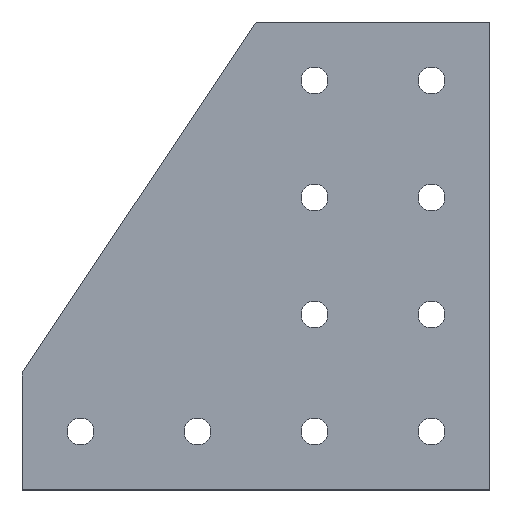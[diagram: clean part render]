
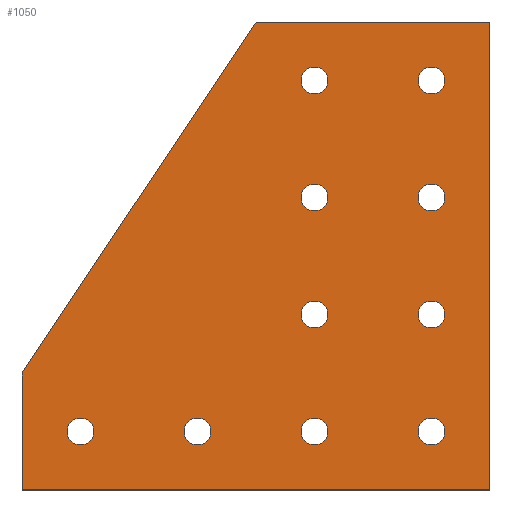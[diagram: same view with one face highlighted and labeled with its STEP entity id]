
A CAD part, top view. The second image highlights one B-rep face of the part: STEP entity #1050.
In plain terms, the highlighted planar face has unit normal (0, 0, 1).
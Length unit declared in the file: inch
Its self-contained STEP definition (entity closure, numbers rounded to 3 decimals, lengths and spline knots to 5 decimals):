
#135=CARTESIAN_POINT('',(3.171,4.5,0.25));
#136=VERTEX_POINT('',#135);
#145=CARTESIAN_POINT('',(2.829,4.5,0.25));
#146=VERTEX_POINT('',#145);
#147=CARTESIAN_POINT('',(3.0,4.5,0.25));
#148=DIRECTION('',(0.0,0.0,-1.0));
#149=DIRECTION('',(1.0,0.0,0.0));
#150=AXIS2_PLACEMENT_3D('',#147,#148,#149);
#151=CIRCLE('',#150,0.171);
#152=EDGE_CURVE('',#146,#136,#151,.T.);
#177=CARTESIAN_POINT('',(4.671,4.5,0.25));
#178=VERTEX_POINT('',#177);
#187=CARTESIAN_POINT('',(4.329,4.5,0.25));
#188=VERTEX_POINT('',#187);
#189=CARTESIAN_POINT('',(4.5,4.5,0.25));
#190=DIRECTION('',(0.0,0.0,-1.0));
#191=DIRECTION('',(1.0,0.0,0.0));
#192=AXIS2_PLACEMENT_3D('',#189,#190,#191);
#193=CIRCLE('',#192,0.171);
#194=EDGE_CURVE('',#188,#178,#193,.T.);
#219=CARTESIAN_POINT('',(1.671,0.0,0.25));
#220=VERTEX_POINT('',#219);
#229=CARTESIAN_POINT('',(1.329,0.,0.25));
#230=VERTEX_POINT('',#229);
#231=CARTESIAN_POINT('',(1.5,0.0,0.25));
#232=DIRECTION('',(0.0,0.0,-1.0));
#233=DIRECTION('',(1.0,0.0,0.0));
#234=AXIS2_PLACEMENT_3D('',#231,#232,#233);
#235=CIRCLE('',#234,0.171);
#236=EDGE_CURVE('',#230,#220,#235,.T.);
#261=CARTESIAN_POINT('',(0.171,0.0,0.25));
#262=VERTEX_POINT('',#261);
#271=CARTESIAN_POINT('',(-0.171,0.,0.25));
#272=VERTEX_POINT('',#271);
#273=CARTESIAN_POINT('',(0.0,0.0,0.25));
#274=DIRECTION('',(0.0,0.0,-1.0));
#275=DIRECTION('',(1.0,0.0,0.0));
#276=AXIS2_PLACEMENT_3D('',#273,#274,#275);
#277=CIRCLE('',#276,0.171);
#278=EDGE_CURVE('',#272,#262,#277,.T.);
#303=CARTESIAN_POINT('',(3.171,0.0,0.25));
#304=VERTEX_POINT('',#303);
#313=CARTESIAN_POINT('',(2.829,0.,0.25));
#314=VERTEX_POINT('',#313);
#315=CARTESIAN_POINT('',(3.0,0.0,0.25));
#316=DIRECTION('',(0.0,0.0,-1.0));
#317=DIRECTION('',(1.0,0.0,0.0));
#318=AXIS2_PLACEMENT_3D('',#315,#316,#317);
#319=CIRCLE('',#318,0.171);
#320=EDGE_CURVE('',#314,#304,#319,.T.);
#345=CARTESIAN_POINT('',(4.671,0.0,0.25));
#346=VERTEX_POINT('',#345);
#355=CARTESIAN_POINT('',(4.329,0.,0.25));
#356=VERTEX_POINT('',#355);
#357=CARTESIAN_POINT('',(4.5,0.0,0.25));
#358=DIRECTION('',(0.0,0.0,-1.0));
#359=DIRECTION('',(1.0,0.0,0.0));
#360=AXIS2_PLACEMENT_3D('',#357,#358,#359);
#361=CIRCLE('',#360,0.171);
#362=EDGE_CURVE('',#356,#346,#361,.T.);
#387=CARTESIAN_POINT('',(3.171,1.5,0.25));
#388=VERTEX_POINT('',#387);
#397=CARTESIAN_POINT('',(2.829,1.5,0.25));
#398=VERTEX_POINT('',#397);
#399=CARTESIAN_POINT('',(3.0,1.5,0.25));
#400=DIRECTION('',(0.0,0.0,-1.0));
#401=DIRECTION('',(1.0,0.0,0.0));
#402=AXIS2_PLACEMENT_3D('',#399,#400,#401);
#403=CIRCLE('',#402,0.171);
#404=EDGE_CURVE('',#398,#388,#403,.T.);
#429=CARTESIAN_POINT('',(3.171,3.0,0.25));
#430=VERTEX_POINT('',#429);
#439=CARTESIAN_POINT('',(2.829,3.0,0.25));
#440=VERTEX_POINT('',#439);
#441=CARTESIAN_POINT('',(3.0,3.0,0.25));
#442=DIRECTION('',(0.0,0.0,-1.0));
#443=DIRECTION('',(1.0,0.0,0.0));
#444=AXIS2_PLACEMENT_3D('',#441,#442,#443);
#445=CIRCLE('',#444,0.171);
#446=EDGE_CURVE('',#440,#430,#445,.T.);
#471=CARTESIAN_POINT('',(4.671,1.5,0.25));
#472=VERTEX_POINT('',#471);
#481=CARTESIAN_POINT('',(4.329,1.5,0.25));
#482=VERTEX_POINT('',#481);
#483=CARTESIAN_POINT('',(4.5,1.5,0.25));
#484=DIRECTION('',(0.0,0.0,-1.0));
#485=DIRECTION('',(1.0,0.0,0.0));
#486=AXIS2_PLACEMENT_3D('',#483,#484,#485);
#487=CIRCLE('',#486,0.171);
#488=EDGE_CURVE('',#482,#472,#487,.T.);
#513=CARTESIAN_POINT('',(4.671,3.0,0.25));
#514=VERTEX_POINT('',#513);
#523=CARTESIAN_POINT('',(4.329,3.0,0.25));
#524=VERTEX_POINT('',#523);
#525=CARTESIAN_POINT('',(4.5,3.0,0.25));
#526=DIRECTION('',(0.0,0.0,-1.0));
#527=DIRECTION('',(1.0,0.0,0.0));
#528=AXIS2_PLACEMENT_3D('',#525,#526,#527);
#529=CIRCLE('',#528,0.171);
#530=EDGE_CURVE('',#524,#514,#529,.T.);
#564=CARTESIAN_POINT('',(4.5,3.0,0.25));
#565=DIRECTION('',(0.0,0.0,-1.0));
#566=DIRECTION('',(1.0,0.0,0.0));
#567=AXIS2_PLACEMENT_3D('',#564,#565,#566);
#568=CIRCLE('',#567,0.171);
#569=EDGE_CURVE('',#514,#524,#568,.T.);
#588=CARTESIAN_POINT('',(4.5,1.5,0.25));
#589=DIRECTION('',(0.0,0.0,-1.0));
#590=DIRECTION('',(1.0,0.0,0.0));
#591=AXIS2_PLACEMENT_3D('',#588,#589,#590);
#592=CIRCLE('',#591,0.171);
#593=EDGE_CURVE('',#472,#482,#592,.T.);
#612=CARTESIAN_POINT('',(3.0,3.0,0.25));
#613=DIRECTION('',(0.0,0.0,-1.0));
#614=DIRECTION('',(1.0,0.0,0.0));
#615=AXIS2_PLACEMENT_3D('',#612,#613,#614);
#616=CIRCLE('',#615,0.171);
#617=EDGE_CURVE('',#430,#440,#616,.T.);
#636=CARTESIAN_POINT('',(3.0,1.5,0.25));
#637=DIRECTION('',(0.0,0.0,-1.0));
#638=DIRECTION('',(1.0,0.0,0.0));
#639=AXIS2_PLACEMENT_3D('',#636,#637,#638);
#640=CIRCLE('',#639,0.171);
#641=EDGE_CURVE('',#388,#398,#640,.T.);
#660=CARTESIAN_POINT('',(4.5,0.0,0.25));
#661=DIRECTION('',(0.0,0.0,-1.0));
#662=DIRECTION('',(1.0,0.0,0.0));
#663=AXIS2_PLACEMENT_3D('',#660,#661,#662);
#664=CIRCLE('',#663,0.171);
#665=EDGE_CURVE('',#346,#356,#664,.T.);
#684=CARTESIAN_POINT('',(3.0,0.0,0.25));
#685=DIRECTION('',(0.0,0.0,-1.0));
#686=DIRECTION('',(1.0,0.0,0.0));
#687=AXIS2_PLACEMENT_3D('',#684,#685,#686);
#688=CIRCLE('',#687,0.171);
#689=EDGE_CURVE('',#304,#314,#688,.T.);
#708=CARTESIAN_POINT('',(0.0,0.0,0.25));
#709=DIRECTION('',(0.0,0.0,-1.0));
#710=DIRECTION('',(1.0,0.0,0.0));
#711=AXIS2_PLACEMENT_3D('',#708,#709,#710);
#712=CIRCLE('',#711,0.171);
#713=EDGE_CURVE('',#262,#272,#712,.T.);
#732=CARTESIAN_POINT('',(1.5,0.0,0.25));
#733=DIRECTION('',(0.0,0.0,-1.0));
#734=DIRECTION('',(1.0,0.0,0.0));
#735=AXIS2_PLACEMENT_3D('',#732,#733,#734);
#736=CIRCLE('',#735,0.171);
#737=EDGE_CURVE('',#220,#230,#736,.T.);
#756=CARTESIAN_POINT('',(4.5,4.5,0.25));
#757=DIRECTION('',(0.0,0.0,-1.0));
#758=DIRECTION('',(1.0,0.0,0.0));
#759=AXIS2_PLACEMENT_3D('',#756,#757,#758);
#760=CIRCLE('',#759,0.171);
#761=EDGE_CURVE('',#178,#188,#760,.T.);
#780=CARTESIAN_POINT('',(3.0,4.5,0.25));
#781=DIRECTION('',(0.0,0.0,-1.0));
#782=DIRECTION('',(1.0,0.0,0.0));
#783=AXIS2_PLACEMENT_3D('',#780,#781,#782);
#784=CIRCLE('',#783,0.171);
#785=EDGE_CURVE('',#136,#146,#784,.T.);
#795=CARTESIAN_POINT('',(-0.75,-0.75,0.25));
#796=VERTEX_POINT('',#795);
#797=CARTESIAN_POINT('',(-0.75,0.75,0.25));
#798=VERTEX_POINT('',#797);
#799=CARTESIAN_POINT('',(-0.75,-0.75,0.25));
#800=DIRECTION('',(0.0,1.0,0.0));
#801=VECTOR('',#800,1.5);
#802=LINE('',#799,#801);
#803=EDGE_CURVE('',#796,#798,#802,.T.);
#835=CARTESIAN_POINT('',(2.25,5.25,0.25));
#836=VERTEX_POINT('',#835);
#837=CARTESIAN_POINT('',(-0.75,0.75,0.25));
#838=DIRECTION('',(0.555,0.832,0.0));
#839=VECTOR('',#838,5.40833);
#840=LINE('',#837,#839);
#841=EDGE_CURVE('',#798,#836,#840,.T.);
#866=CARTESIAN_POINT('',(5.25,5.25,0.25));
#867=VERTEX_POINT('',#866);
#868=CARTESIAN_POINT('',(2.25,5.25,0.25));
#869=DIRECTION('',(1.0,0.0,0.0));
#870=VECTOR('',#869,3.0);
#871=LINE('',#868,#870);
#872=EDGE_CURVE('',#836,#867,#871,.T.);
#897=CARTESIAN_POINT('',(5.25,-0.75,0.25));
#898=VERTEX_POINT('',#897);
#899=CARTESIAN_POINT('',(5.25,5.25,0.25));
#900=DIRECTION('',(0.0,-1.0,0.0));
#901=VECTOR('',#900,6.0);
#902=LINE('',#899,#901);
#903=EDGE_CURVE('',#867,#898,#902,.T.);
#928=CARTESIAN_POINT('',(5.25,-0.75,0.25));
#929=DIRECTION('',(-1.0,0.0,0.0));
#930=VECTOR('',#929,6.0);
#931=LINE('',#928,#930);
#932=EDGE_CURVE('',#898,#796,#931,.T.);
#998=CARTESIAN_POINT('',(-0.75,-0.75,0.25));
#999=DIRECTION('',(0.0,0.0,-1.0));
#1000=DIRECTION('',(-1.0,0.0,0.0));
#1001=AXIS2_PLACEMENT_3D('',#998,#999,#1000);
#1002=PLANE('',#1001);
#1003=ORIENTED_EDGE('',*,*,#803,.F.);
#1004=ORIENTED_EDGE('',*,*,#932,.F.);
#1005=ORIENTED_EDGE('',*,*,#903,.F.);
#1006=ORIENTED_EDGE('',*,*,#872,.F.);
#1007=ORIENTED_EDGE('',*,*,#841,.F.);
#1008=EDGE_LOOP('',(#1003,#1004,#1005,#1006,#1007));
#1009=FACE_OUTER_BOUND('',#1008,.T.);
#1010=ORIENTED_EDGE('',*,*,#569,.T.);
#1011=ORIENTED_EDGE('',*,*,#530,.T.);
#1012=EDGE_LOOP('',(#1010,#1011));
#1013=FACE_BOUND('',#1012,.T.);
#1014=ORIENTED_EDGE('',*,*,#593,.T.);
#1015=ORIENTED_EDGE('',*,*,#488,.T.);
#1016=EDGE_LOOP('',(#1014,#1015));
#1017=FACE_BOUND('',#1016,.T.);
#1018=ORIENTED_EDGE('',*,*,#617,.T.);
#1019=ORIENTED_EDGE('',*,*,#446,.T.);
#1020=EDGE_LOOP('',(#1018,#1019));
#1021=FACE_BOUND('',#1020,.T.);
#1022=ORIENTED_EDGE('',*,*,#641,.T.);
#1023=ORIENTED_EDGE('',*,*,#404,.T.);
#1024=EDGE_LOOP('',(#1022,#1023));
#1025=FACE_BOUND('',#1024,.T.);
#1026=ORIENTED_EDGE('',*,*,#665,.T.);
#1027=ORIENTED_EDGE('',*,*,#362,.T.);
#1028=EDGE_LOOP('',(#1026,#1027));
#1029=FACE_BOUND('',#1028,.T.);
#1030=ORIENTED_EDGE('',*,*,#689,.T.);
#1031=ORIENTED_EDGE('',*,*,#320,.T.);
#1032=EDGE_LOOP('',(#1030,#1031));
#1033=FACE_BOUND('',#1032,.T.);
#1034=ORIENTED_EDGE('',*,*,#713,.T.);
#1035=ORIENTED_EDGE('',*,*,#278,.T.);
#1036=EDGE_LOOP('',(#1034,#1035));
#1037=FACE_BOUND('',#1036,.T.);
#1038=ORIENTED_EDGE('',*,*,#737,.T.);
#1039=ORIENTED_EDGE('',*,*,#236,.T.);
#1040=EDGE_LOOP('',(#1038,#1039));
#1041=FACE_BOUND('',#1040,.T.);
#1042=ORIENTED_EDGE('',*,*,#761,.T.);
#1043=ORIENTED_EDGE('',*,*,#194,.T.);
#1044=EDGE_LOOP('',(#1042,#1043));
#1045=FACE_BOUND('',#1044,.T.);
#1046=ORIENTED_EDGE('',*,*,#785,.T.);
#1047=ORIENTED_EDGE('',*,*,#152,.T.);
#1048=EDGE_LOOP('',(#1046,#1047));
#1049=FACE_BOUND('',#1048,.T.);
#1050=ADVANCED_FACE('',(#1009,#1013,#1017,#1021,#1025,#1029,#1033,#1037,#1041,#1045,#1049),#1002,.F.);
